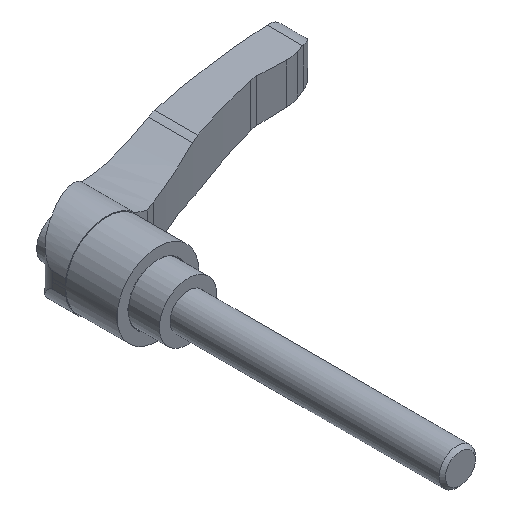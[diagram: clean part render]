
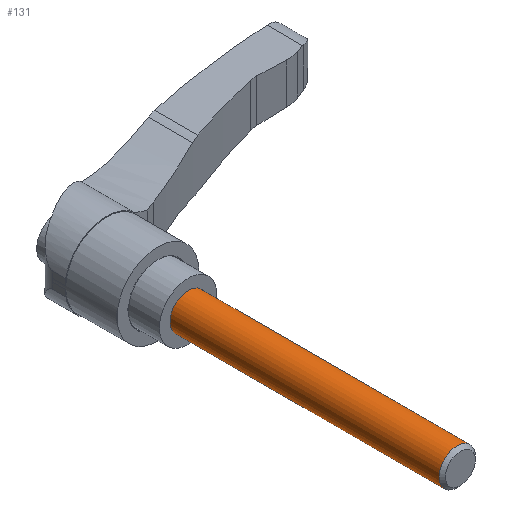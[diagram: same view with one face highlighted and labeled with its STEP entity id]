
A CAD part, isometric view. The second image highlights one B-rep face of the part: STEP entity #131.
In plain terms, the highlighted cylindrical face has radius 6 mm (diameter 12 mm), a full revolution.
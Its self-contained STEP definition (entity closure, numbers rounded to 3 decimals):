
#131 = ADVANCED_FACE( '', ( #296, #297 ), #298, .T. );
#296 = FACE_OUTER_BOUND( '', #496, .T. );
#297 = FACE_OUTER_BOUND( '', #497, .T. );
#298 = CYLINDRICAL_SURFACE( '', #498, 6. );
#496 = EDGE_LOOP( '', ( #812 ) );
#497 = EDGE_LOOP( '', ( #813 ) );
#498 = AXIS2_PLACEMENT_3D( '', #814, #815, #816 );
#812 = ORIENTED_EDGE( '', *, *, #1130, .F. );
#813 = ORIENTED_EDGE( '', *, *, #1235, .T. );
#814 = CARTESIAN_POINT( '', ( 0., -90., 0. ) );
#815 = DIRECTION( '', ( 0., 1., 0. ) );
#816 = DIRECTION( '', ( 0., 0., -1. ) );
#1130 = EDGE_CURVE( '', #1332, #1332, #1333, .T. );
#1235 = EDGE_CURVE( '', #1507, #1507, #1508, .T. );
#1332 = VERTEX_POINT( '', #1628 );
#1333 = CIRCLE( '', #1629, 6. );
#1507 = VERTEX_POINT( '', #2127 );
#1508 = CIRCLE( '', #2128, 6. );
#1628 = CARTESIAN_POINT( '', ( 0., -88.927, -6. ) );
#1629 = AXIS2_PLACEMENT_3D( '', #2319, #2320, #2321 );
#2127 = CARTESIAN_POINT( '', ( 0., 0., -6. ) );
#2128 = AXIS2_PLACEMENT_3D( '', #2460, #2461, #2462 );
#2319 = CARTESIAN_POINT( '', ( 0., -88.927, 0. ) );
#2320 = DIRECTION( '', ( 0., -1., 0. ) );
#2321 = DIRECTION( '', ( 0., 0., -1. ) );
#2460 = CARTESIAN_POINT( '', ( 0., 0., 0. ) );
#2461 = DIRECTION( '', ( 0., -1., 0. ) );
#2462 = DIRECTION( '', ( 0., 0., -1. ) );
